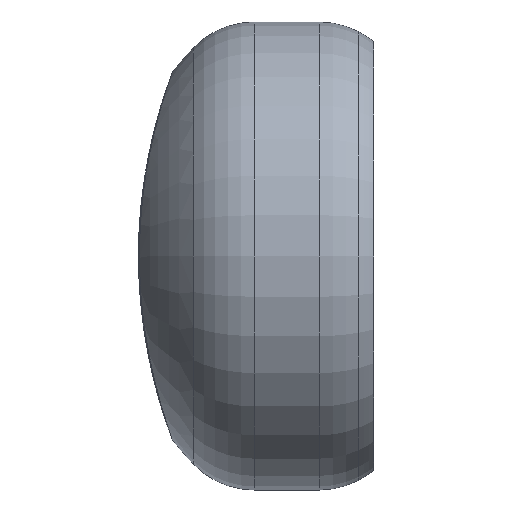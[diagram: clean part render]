
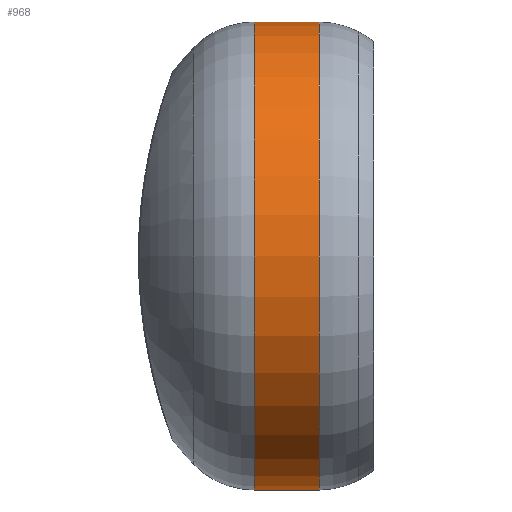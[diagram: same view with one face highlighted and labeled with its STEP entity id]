
A CAD part, left-side view. The second image highlights one B-rep face of the part: STEP entity #968.
In plain terms, the highlighted cylindrical face has radius 27.75 mm (diameter 55.5 mm), a partial arc.
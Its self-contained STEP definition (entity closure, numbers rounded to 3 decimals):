
#17 = CIRCLE ( 'NONE', #408, 27.75 ) ;
#66 = VECTOR ( 'NONE', #90, 1000. ) ;
#90 = DIRECTION ( 'NONE',  ( 0., -1., 0. ) ) ;
#96 = EDGE_CURVE ( 'NONE', #893, #310, #783, .T. ) ;
#152 = LINE ( 'NONE', #225, #66 ) ;
#225 = CARTESIAN_POINT ( 'NONE',  ( 0., 0.612, 27.75 ) ) ;
#239 = DIRECTION ( 'NONE',  ( 0., 0., -1. ) ) ;
#310 = VERTEX_POINT ( 'NONE', #1813 ) ;
#331 = CARTESIAN_POINT ( 'NONE',  ( 0., 0.612, 0. ) ) ;
#381 = AXIS2_PLACEMENT_3D ( 'NONE', #809, #669, #239 ) ;
#397 = AXIS2_PLACEMENT_3D ( 'NONE', #331, #468, #757 ) ;
#408 = AXIS2_PLACEMENT_3D ( 'NONE', #1459, #593, #575 ) ;
#441 = EDGE_CURVE ( 'NONE', #500, #310, #741, .T. ) ;
#462 = CARTESIAN_POINT ( 'NONE',  ( 0., 14.153, -27.75 ) ) ;
#468 = DIRECTION ( 'NONE',  ( 0., -1., 0. ) ) ;
#500 = VERTEX_POINT ( 'NONE', #1679 ) ;
#575 = DIRECTION ( 'NONE',  ( 0., 0., -1. ) ) ;
#593 = DIRECTION ( 'NONE',  ( 0., -1., 0. ) ) ;
#626 = CARTESIAN_POINT ( 'NONE',  ( 0., 14.153, 27.75 ) ) ;
#669 = DIRECTION ( 'NONE',  ( 0., -1., 0. ) ) ;
#741 = CIRCLE ( 'NONE', #381, 27.75 ) ;
#757 = DIRECTION ( 'NONE',  ( 0., 0., -1. ) ) ;
#783 = LINE ( 'NONE', #1020, #1171 ) ;
#809 = CARTESIAN_POINT ( 'NONE',  ( 0., 6.443, 0. ) ) ;
#893 = VERTEX_POINT ( 'NONE', #462 ) ;
#968 = ADVANCED_FACE ( 'NONE', ( #1556 ), #1167, .T. ) ;
#1020 = CARTESIAN_POINT ( 'NONE',  ( 0., 0.612, -27.75 ) ) ;
#1054 = EDGE_CURVE ( 'NONE', #1249, #893, #17, .T. ) ;
#1167 = CYLINDRICAL_SURFACE ( 'NONE', #397, 27.75 ) ;
#1171 = VECTOR ( 'NONE', #1469, 1000. ) ;
#1197 = ORIENTED_EDGE ( 'NONE', *, *, #96, .T. ) ;
#1249 = VERTEX_POINT ( 'NONE', #626 ) ;
#1304 = ORIENTED_EDGE ( 'NONE', *, *, #1054, .T. ) ;
#1379 = ORIENTED_EDGE ( 'NONE', *, *, #1747, .F. ) ;
#1426 = EDGE_LOOP ( 'NONE', ( #1379, #1304, #1197, #1445 ) ) ;
#1445 = ORIENTED_EDGE ( 'NONE', *, *, #441, .F. ) ;
#1459 = CARTESIAN_POINT ( 'NONE',  ( 0., 14.153, 0. ) ) ;
#1469 = DIRECTION ( 'NONE',  ( 0., -1., 0. ) ) ;
#1556 = FACE_OUTER_BOUND ( 'NONE', #1426, .T. ) ;
#1679 = CARTESIAN_POINT ( 'NONE',  ( 0., 6.443, 27.75 ) ) ;
#1747 = EDGE_CURVE ( 'NONE', #1249, #500, #152, .T. ) ;
#1813 = CARTESIAN_POINT ( 'NONE',  ( 0., 6.443, -27.75 ) ) ;
